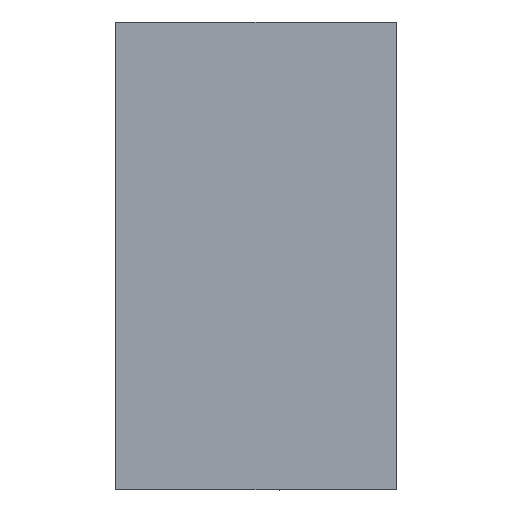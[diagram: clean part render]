
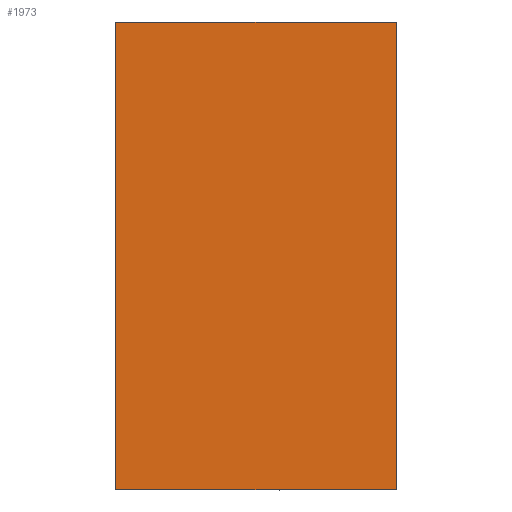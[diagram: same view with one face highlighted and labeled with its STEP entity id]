
A CAD part, left-side view. The second image highlights one B-rep face of the part: STEP entity #1973.
In plain terms, the highlighted planar face has unit normal (-1, 0, 0).
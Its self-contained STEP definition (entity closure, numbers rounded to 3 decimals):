
#183 = LINE ( 'NONE', #5451, #5892 ) ;
#333 = EDGE_CURVE ( 'NONE', #5862, #3068, #7012, .T. ) ;
#371 = EDGE_CURVE ( 'NONE', #5862, #1233, #1293, .T. ) ;
#502 = DIRECTION ( 'NONE',  ( 0., 0., 1. ) ) ;
#519 = VERTEX_POINT ( 'NONE', #2705 ) ;
#563 = CARTESIAN_POINT ( 'NONE',  ( -17., 6., -20. ) ) ;
#911 = ORIENTED_EDGE ( 'NONE', *, *, #4030, .T. ) ;
#929 = VECTOR ( 'NONE', #1739, 1000. ) ;
#1233 = VERTEX_POINT ( 'NONE', #6701 ) ;
#1293 = LINE ( 'NONE', #5260, #929 ) ;
#1335 = ORIENTED_EDGE ( 'NONE', *, *, #3563, .F. ) ;
#1666 = FACE_OUTER_BOUND ( 'NONE', #4210, .T. ) ;
#1739 = DIRECTION ( 'NONE',  ( 0., -1., 0. ) ) ;
#1973 = ADVANCED_FACE ( 'NONE', ( #1666 ), #5762, .T. ) ;
#2503 = CARTESIAN_POINT ( 'NONE',  ( -17., -6., -20. ) ) ;
#2705 = CARTESIAN_POINT ( 'NONE',  ( -17., -6., 0. ) ) ;
#3068 = VERTEX_POINT ( 'NONE', #4085 ) ;
#3071 = DIRECTION ( 'NONE',  ( 0., 0., 1. ) ) ;
#3422 = CARTESIAN_POINT ( 'NONE',  ( -17., 6., -20. ) ) ;
#3563 = EDGE_CURVE ( 'NONE', #3068, #519, #183, .T. ) ;
#3710 = AXIS2_PLACEMENT_3D ( 'NONE', #3422, #4007, #502 ) ;
#3862 = VECTOR ( 'NONE', #4657, 1000. ) ;
#4007 = DIRECTION ( 'NONE',  ( -1., 0., 0. ) ) ;
#4030 = EDGE_CURVE ( 'NONE', #1233, #519, #4950, .T. ) ;
#4085 = CARTESIAN_POINT ( 'NONE',  ( -17., 6., 0. ) ) ;
#4210 = EDGE_LOOP ( 'NONE', ( #1335, #7489, #7061, #911 ) ) ;
#4626 = CARTESIAN_POINT ( 'NONE',  ( -17., 6., -20. ) ) ;
#4657 = DIRECTION ( 'NONE',  ( 0., 0., 1. ) ) ;
#4950 = LINE ( 'NONE', #2503, #6906 ) ;
#5260 = CARTESIAN_POINT ( 'NONE',  ( -17., 6., -20. ) ) ;
#5451 = CARTESIAN_POINT ( 'NONE',  ( -17., 6., 0. ) ) ;
#5762 = PLANE ( 'NONE',  #3710 ) ;
#5862 = VERTEX_POINT ( 'NONE', #4626 ) ;
#5892 = VECTOR ( 'NONE', #6041, 1000. ) ;
#6041 = DIRECTION ( 'NONE',  ( 0., -1., 0. ) ) ;
#6701 = CARTESIAN_POINT ( 'NONE',  ( -17., -6., -20. ) ) ;
#6906 = VECTOR ( 'NONE', #3071, 1000. ) ;
#7012 = LINE ( 'NONE', #563, #3862 ) ;
#7061 = ORIENTED_EDGE ( 'NONE', *, *, #371, .T. ) ;
#7489 = ORIENTED_EDGE ( 'NONE', *, *, #333, .F. ) ;
